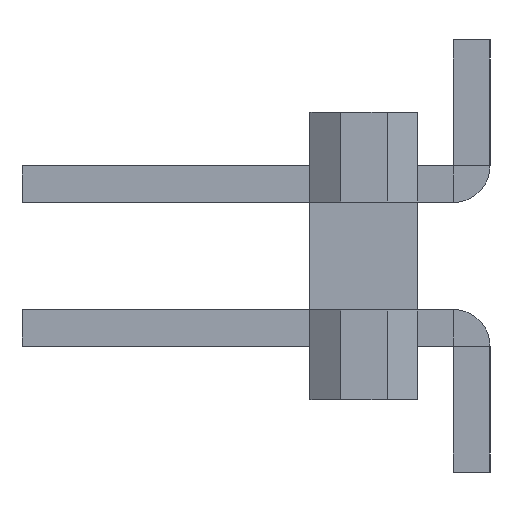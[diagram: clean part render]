
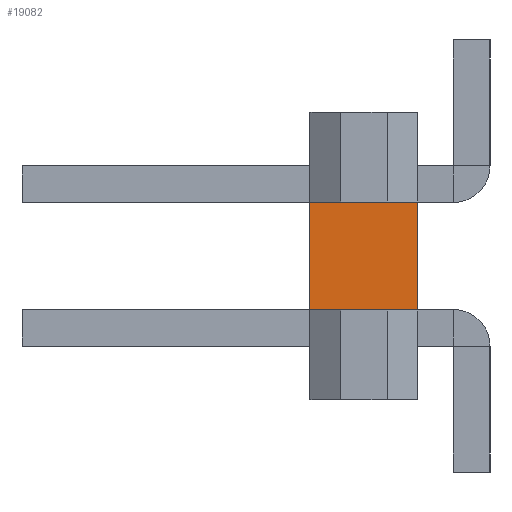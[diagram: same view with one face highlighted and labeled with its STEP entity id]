
A CAD part, left-side view. The second image highlights one B-rep face of the part: STEP entity #19082.
In plain terms, the highlighted planar face has unit normal (-1, 0, 0).
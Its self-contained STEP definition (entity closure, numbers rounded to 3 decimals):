
#3867=DIRECTION('',(0.,0.,-1.));
#3868=VECTOR('',#3867,1.5);
#3869=CARTESIAN_POINT('',(-19.7,-0.75,0.75));
#3870=LINE('4999',#3869,#3868);
#3891=DIRECTION('',(0.,0.,-1.));
#3892=VECTOR('',#3891,1.5);
#3893=CARTESIAN_POINT('',(-19.7,0.75,0.75));
#3894=LINE('4994',#3893,#3892);
#3903=DIRECTION('',(0.,1.,0.));
#3904=VECTOR('',#3903,1.5);
#3905=CARTESIAN_POINT('',(-19.7,-0.75,-0.75));
#3906=LINE('5026',#3905,#3904);
#3907=DIRECTION('',(0.,1.,0.));
#3908=VECTOR('',#3907,1.5);
#3909=CARTESIAN_POINT('',(-19.7,-0.75,0.75));
#3910=LINE('5025',#3909,#3908);
#10861=CARTESIAN_POINT('',(-19.7,0.75,0.75));
#10863=VERTEX_POINT('',#10861);
#10865=CARTESIAN_POINT('',(-19.7,0.75,-0.75));
#10866=VERTEX_POINT('',#10865);
#10873=CARTESIAN_POINT('',(-19.7,-0.75,0.75));
#10874=VERTEX_POINT('',#10873);
#10875=CARTESIAN_POINT('',(-19.7,-0.75,-0.75));
#10876=VERTEX_POINT('',#10875);
#19071=CARTESIAN_POINT('',(-19.7,-0.9,0.75));
#19072=DIRECTION('',(1.,0.,0.));
#19073=DIRECTION('',(0.,0.,-1.));
#19074=AXIS2_PLACEMENT_3D('',#19071,#19072,#19073);
#19075=PLANE('3698',#19074);
#19076=ORIENTED_EDGE('4994',*,*,#19037,.F.);
#19077=ORIENTED_EDGE('5025',*,*,#19004,.F.);
#19078=ORIENTED_EDGE('4999',*,*,#18974,.T.);
#19079=ORIENTED_EDGE('5026',*,*,#19062,.T.);
#19080=EDGE_LOOP('3698',(#19076,#19077,#19078,#19079));
#19081=FACE_OUTER_BOUND('3698',#19080,.F.);
#19082=ADVANCED_FACE('3698',(#19081),#19075,.F.);
#18974=EDGE_CURVE('4999',#10874,#10876,#3870,.T.);
#19004=EDGE_CURVE('5025',#10874,#10863,#3910,.T.);
#19037=EDGE_CURVE('4994',#10863,#10866,#3894,.T.);
#19062=EDGE_CURVE('5026',#10876,#10866,#3906,.T.);
